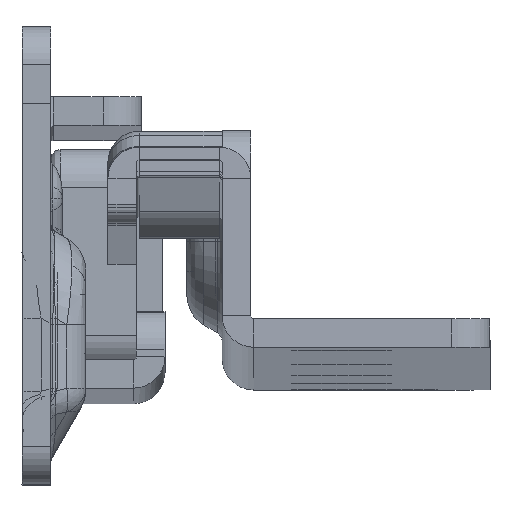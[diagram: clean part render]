
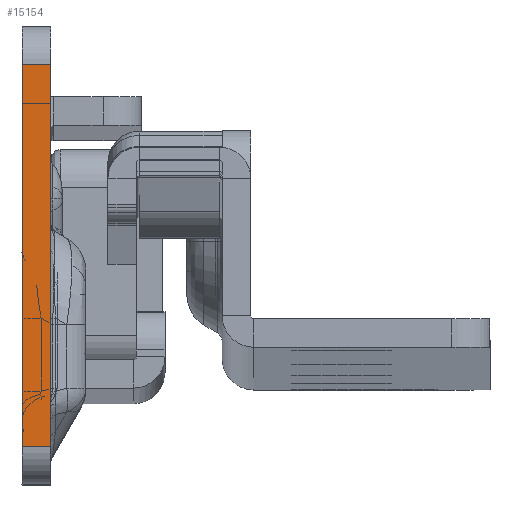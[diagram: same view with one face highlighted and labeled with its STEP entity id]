
A CAD part, top view. The second image highlights one B-rep face of the part: STEP entity #15154.
In plain terms, the highlighted planar face has unit normal (0, 0, 1).
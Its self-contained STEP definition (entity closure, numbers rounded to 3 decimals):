
#53 = LINE ( 'NONE', #12194, #11808 ) ;
#703 = ORIENTED_EDGE ( 'NONE', *, *, #10126, .F. ) ;
#1655 = CARTESIAN_POINT ( 'NONE',  ( 0., -29.094, 0. ) ) ;
#1976 = CARTESIAN_POINT ( 'NONE',  ( -3., 18.3, 0. ) ) ;
#2829 = VERTEX_POINT ( 'NONE', #10341 ) ;
#3172 = CARTESIAN_POINT ( 'NONE',  ( -3., 18.3, 0. ) ) ;
#4311 = DIRECTION ( 'NONE',  ( 0., -1., 0. ) ) ;
#4402 = LINE ( 'NONE', #1655, #5501 ) ;
#4558 = CARTESIAN_POINT ( 'NONE',  ( -142.194, -21.7, 0. ) ) ;
#5161 = VECTOR ( 'NONE', #15653, 1000. ) ;
#5344 = VERTEX_POINT ( 'NONE', #5554 ) ;
#5501 = VECTOR ( 'NONE', #4311, 1000. ) ;
#5554 = CARTESIAN_POINT ( 'NONE',  ( 0., 18.3, 0. ) ) ;
#5830 = LINE ( 'NONE', #3172, #16560 ) ;
#6935 = ORIENTED_EDGE ( 'NONE', *, *, #12253, .T. ) ;
#6958 = AXIS2_PLACEMENT_3D ( 'NONE', #7632, #15784, #10427 ) ;
#7256 = DIRECTION ( 'NONE',  ( 1., 0., 0. ) ) ;
#7632 = CARTESIAN_POINT ( 'NONE',  ( -3., -29.094, 0. ) ) ;
#7720 = ORIENTED_EDGE ( 'NONE', *, *, #14176, .T. ) ;
#9743 = DIRECTION ( 'NONE',  ( 0., -1., 0. ) ) ;
#10126 = EDGE_CURVE ( 'NONE', #13551, #5344, #5830, .T. ) ;
#10335 = FACE_OUTER_BOUND ( 'NONE', #12620, .T. ) ;
#10341 = CARTESIAN_POINT ( 'NONE',  ( 0., -21.7, 0. ) ) ;
#10427 = DIRECTION ( 'NONE',  ( 1., 0., 0. ) ) ;
#11692 = ORIENTED_EDGE ( 'NONE', *, *, #13773, .F. ) ;
#11808 = VECTOR ( 'NONE', #9743, 1000. ) ;
#12194 = CARTESIAN_POINT ( 'NONE',  ( -3., -29.094, 0. ) ) ;
#12253 = EDGE_CURVE ( 'NONE', #16345, #2829, #12626, .T. ) ;
#12620 = EDGE_LOOP ( 'NONE', ( #11692, #703, #7720, #6935 ) ) ;
#12626 = LINE ( 'NONE', #4558, #5161 ) ;
#13034 = PLANE ( 'NONE',  #6958 ) ;
#13551 = VERTEX_POINT ( 'NONE', #1976 ) ;
#13773 = EDGE_CURVE ( 'NONE', #5344, #2829, #4402, .T. ) ;
#14176 = EDGE_CURVE ( 'NONE', #13551, #16345, #53, .T. ) ;
#15154 = ADVANCED_FACE ( 'NONE', ( #10335 ), #13034, .T. ) ;
#15653 = DIRECTION ( 'NONE',  ( 1., 0., 0. ) ) ;
#15784 = DIRECTION ( 'NONE',  ( 0., 0., 1. ) ) ;
#16345 = VERTEX_POINT ( 'NONE', #17313 ) ;
#16560 = VECTOR ( 'NONE', #7256, 1000. ) ;
#17313 = CARTESIAN_POINT ( 'NONE',  ( -3., -21.7, 0. ) ) ;
